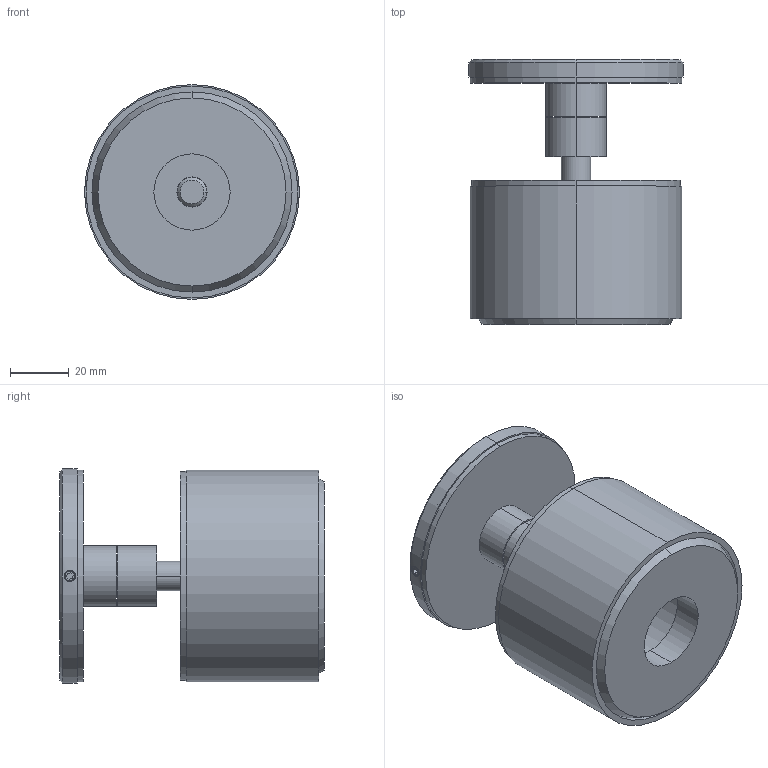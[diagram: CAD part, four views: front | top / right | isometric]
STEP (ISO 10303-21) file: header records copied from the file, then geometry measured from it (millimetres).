
FILE_DESCRIPTION (( 'STEP AP203' ), '1' );
FILE_NAME ('3D_GG-4232 flach_188770215.STEP', '2024-11-06T08:21:58', ( '' ), ( '' ), 'SwSTEP 2.0', 'SolidWorks 2023', '' );
FILE_SCHEMA (( 'CONFIG_CONTROL_DESIGN' ));
Length unit declared in the file: millimetre
Products named in the file (1): 3D_GG-4232 flach_188770215
Bounding box: 73 x 90 x 73 mm (x, y, z)
Volume: 208560.2 mm3; surface area: 63062.6 mm2
Topology: 9 solids, 9 shells, 101 faces, 214 edges, 136 vertices
Faces by surface type: cylinder 42, plane 39, cone 20
Entity records: 2961 total; most frequent: CARTESIAN_POINT 608, DIRECTION 514, ORIENTED_EDGE 428, EDGE_CURVE 214, AXIS2_PLACEMENT_3D 206, VERTEX_POINT 136, EDGE_LOOP 120, CIRCLE 104
